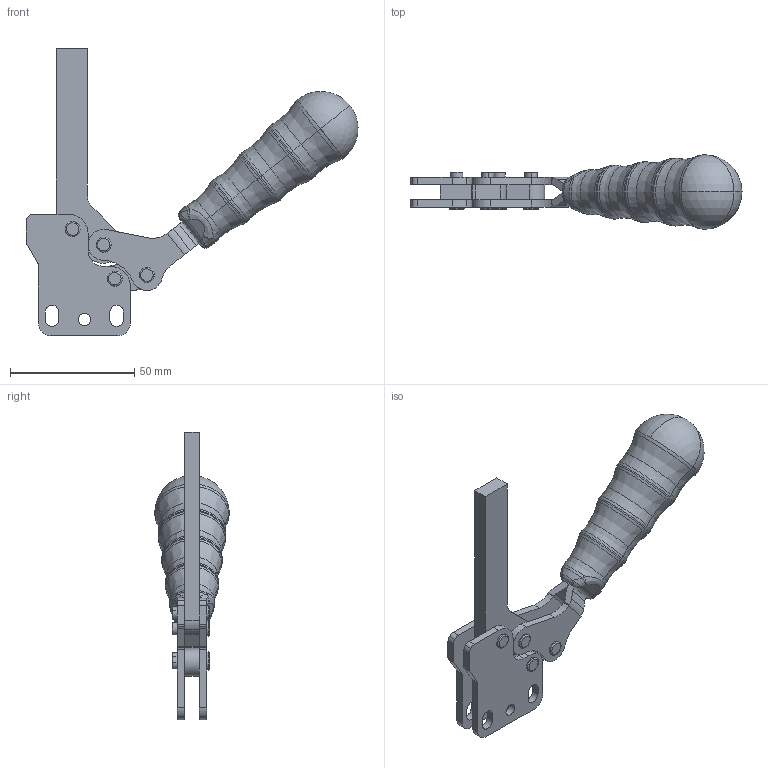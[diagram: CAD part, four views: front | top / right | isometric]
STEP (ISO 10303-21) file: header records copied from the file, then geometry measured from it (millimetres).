
FILE_DESCRIPTION((''),'2;1');
FILE_NAME('132F.1-opened.stp','2005-09-27T16:54:33',('Kysilko'),(''),'Autodesk Inventor 8','Autodesk Inventor 8','');
FILE_SCHEMA(('AUTOMOTIVE_DESIGN { 1 0 10303 214 1 1 1 1 }'));
Length unit declared in the file: millimetre
Products named in the file (1): Part41
Bounding box: 133.63 x 30 x 115.65 mm (x, y, z)
Volume: 54773 mm3; surface area: 22361.3 mm2
Topology: 1 solids, 4 shells, 882 faces, 2379 edges, 1364 vertices
Faces by surface type: plane 356, cone 310, cylinder 108, bspline 90, sphere 10, torus 8
Entity records: 33504 total; most frequent: CARTESIAN_POINT 12533, ORIENTED_EDGE 4722, DIRECTION 4340, EDGE_CURVE 2361, AXIS2_PLACEMENT_3D 1796, VERTEX_POINT 1364, EDGE_LOOP 1063, CIRCLE 1003
